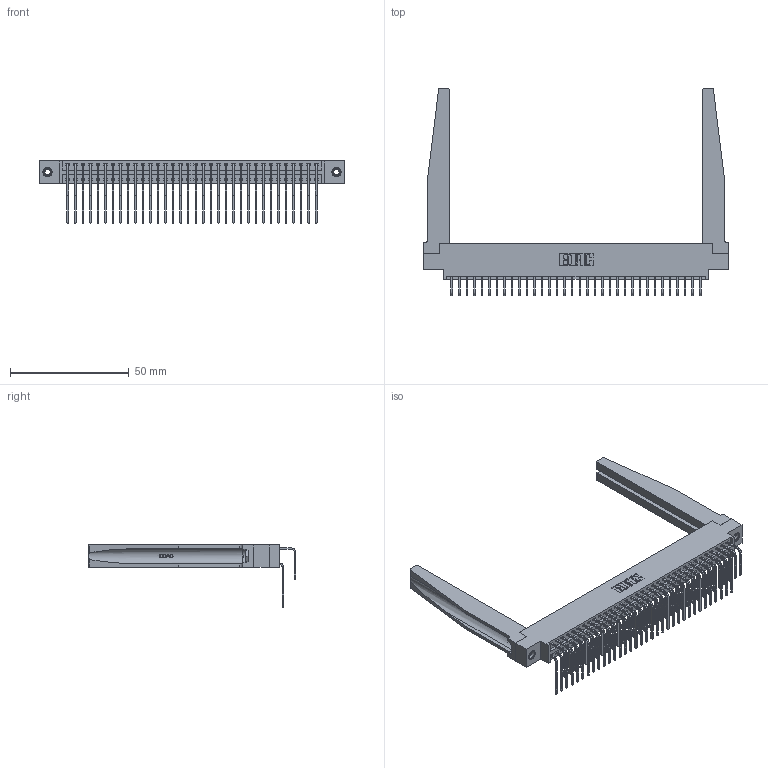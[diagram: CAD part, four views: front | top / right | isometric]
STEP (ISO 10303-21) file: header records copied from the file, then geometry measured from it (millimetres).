
FILE_DESCRIPTION (( 'STEP AP203' ), '1' );
FILE_NAME ('396-068-558-878.STEP', '2019-11-03T10:54:14', ( '' ), ( '' ), 'SwSTEP 2.0', 'SolidWorks 2016', '' );
FILE_SCHEMA (( 'CONFIG_CONTROL_DESIGN' ));
Length unit declared in the file: inch
Products named in the file (6): 346-220-078_345-220-078; 346 Part_0.170 Offset - 0.156 Dia-TH; 345-292-001_558 Tail - 2; 396-068-558-878; 345-250-001_345-250-001-102; 345-292-001_558 559 Tail - 1
Assembly tree (73 placements, depth 2):
  396-068-558-878
    346 Part_0.170 Offset - 0.156 Dia-TH
    345-292-001_558 559 Tail - 1  x34
    345-292-001_558 Tail - 2  x34
    346-220-078_345-220-078  x2
    345-250-001_345-250-001-102  x2
Bounding box: 128.52 x 87.44 x 26.16 mm (x, y, z)
Volume: 19617.1 mm3; surface area: 25941.6 mm2
Topology: 73 solids, 73 shells, 4032 faces, 11897 edges, 7830 vertices
Faces by surface type: plane 2738, cylinder 1242, bspline 36, cone 12, torus 4
Entity records: 29930 total; most frequent: CARTESIAN_POINT 5934, ORIENTED_EDGE 4706, DIRECTION 4239, EDGE_CURVE 2353, VECTOR 1951, LINE 1951, VERTEX_POINT 1560, AXIS2_PLACEMENT_3D 1144
